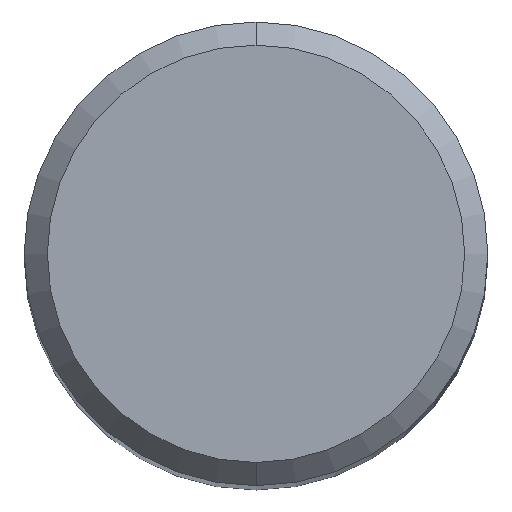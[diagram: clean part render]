
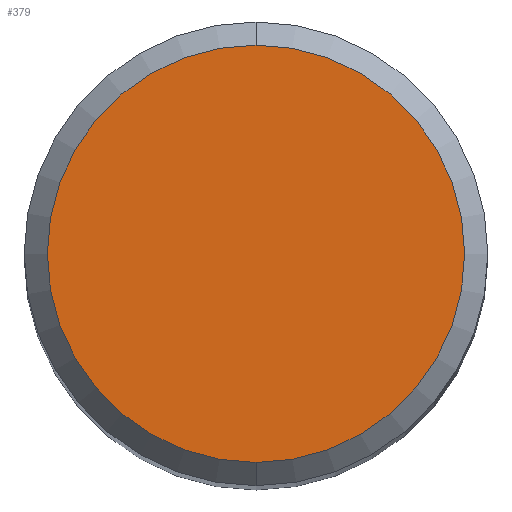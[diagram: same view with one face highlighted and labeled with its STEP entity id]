
A CAD part, top view. The second image highlights one B-rep face of the part: STEP entity #379.
In plain terms, the highlighted planar face has unit normal (0, 0, 1).
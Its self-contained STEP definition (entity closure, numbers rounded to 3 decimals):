
#239=EDGE_CURVE('',#285,#251,#553,.T.);
#251=VERTEX_POINT('',#566);
#285=VERTEX_POINT('',#604);
#317=EDGE_CURVE('',#251,#285,#639,.T.);
#379=ADVANCED_FACE('',(#705),#706,.T.);
#553=CIRCLE('',#934,4.5);
#566=CARTESIAN_POINT('',(0.,-4.5,0.0));
#604=CARTESIAN_POINT('',(0.0,4.5,0.0));
#639=CIRCLE('',#1109,4.5);
#705=FACE_OUTER_BOUND('',#1282,.T.);
#706=PLANE('',#1283);
#934=AXIS2_PLACEMENT_3D('',#1575,#1576,#1577);
#1109=AXIS2_PLACEMENT_3D('',#1666,#1667,#1668);
#1282=EDGE_LOOP('',(#1724,#1725));
#1283=AXIS2_PLACEMENT_3D('',#1726,#1727,#1728);
#1575=CARTESIAN_POINT('',(0.0,0.0,0.0));
#1576=DIRECTION('',(0.0,0.0,-1.0));
#1577=DIRECTION('',(0.0,1.0,0.0));
#1666=CARTESIAN_POINT('',(0.0,0.0,0.0));
#1667=DIRECTION('',(0.0,0.0,-1.0));
#1668=DIRECTION('',(0.0,1.0,0.0));
#1724=ORIENTED_EDGE('',*,*,#239,.F.);
#1725=ORIENTED_EDGE('',*,*,#317,.F.);
#1726=CARTESIAN_POINT('',(0.0,2.25,0.0));
#1727=DIRECTION('',(-0.0,0.0,1.0));
#1728=DIRECTION('',(0.0,-1.0,0.0));
